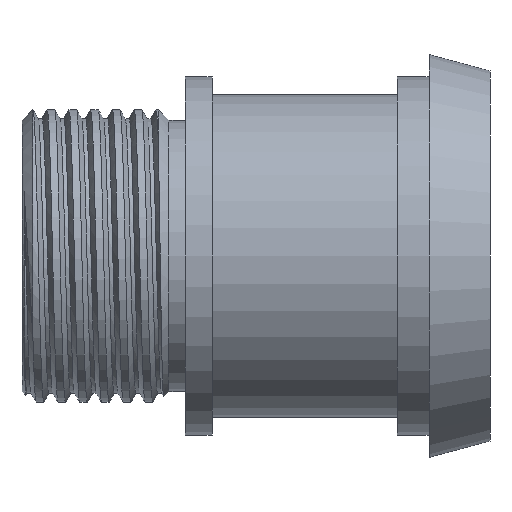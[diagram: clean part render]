
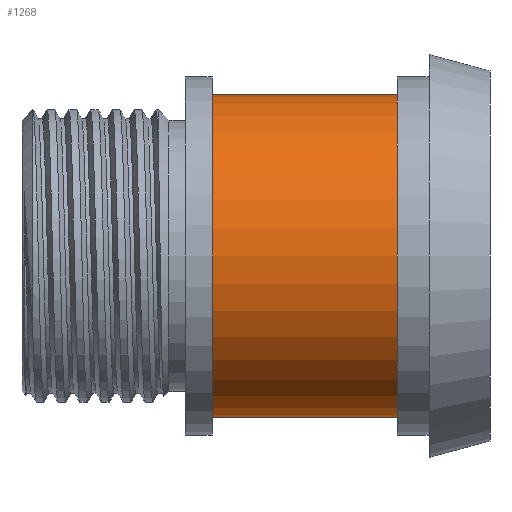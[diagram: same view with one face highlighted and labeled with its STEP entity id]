
A CAD part, front view. The second image highlights one B-rep face of the part: STEP entity #1268.
In plain terms, the highlighted cylindrical face has radius 14.85 mm (diameter 29.7 mm), a partial arc.
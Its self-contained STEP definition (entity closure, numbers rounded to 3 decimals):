
#7 = DIRECTION ( 'NONE',  ( 0., 0., 1. ) ) ;
#40 = CARTESIAN_POINT ( 'NONE',  ( -23.327, 0., 14.85 ) ) ;
#143 = EDGE_CURVE ( 'NONE', #471, #2330, #2693, .T. ) ;
#261 = DIRECTION ( 'NONE',  ( -1., 0., 0. ) ) ;
#393 = DIRECTION ( 'NONE',  ( -1., 0., 0. ) ) ;
#468 = AXIS2_PLACEMENT_3D ( 'NONE', #2200, #261, #7 ) ;
#471 = VERTEX_POINT ( 'NONE', #987 ) ;
#562 = EDGE_CURVE ( 'NONE', #2330, #2634, #2077, .T. ) ;
#600 = DIRECTION ( 'NONE',  ( 0., 0., 1. ) ) ;
#605 = CARTESIAN_POINT ( 'NONE',  ( -123.429, 0., 14.85 ) ) ;
#606 = AXIS2_PLACEMENT_3D ( 'NONE', #1890, #2552, #600 ) ;
#658 = CIRCLE ( 'NONE', #2249, 14.85 ) ;
#665 = ORIENTED_EDGE ( 'NONE', *, *, #2738, .F. ) ;
#697 = CARTESIAN_POINT ( 'NONE',  ( -23.327, 0., 0. ) ) ;
#763 = DIRECTION ( 'NONE',  ( -1., 0., 0. ) ) ;
#823 = CYLINDRICAL_SURFACE ( 'NONE', #606, 14.85 ) ;
#918 = VECTOR ( 'NONE', #1864, 1000. ) ;
#987 = CARTESIAN_POINT ( 'NONE',  ( -6.327, 0., -14.85 ) ) ;
#1024 = FACE_OUTER_BOUND ( 'NONE', #1401, .T. ) ;
#1063 = ORIENTED_EDGE ( 'NONE', *, *, #562, .T. ) ;
#1090 = VERTEX_POINT ( 'NONE', #2766 ) ;
#1268 = ADVANCED_FACE ( 'NONE', ( #1024 ), #823, .T. ) ;
#1287 = EDGE_CURVE ( 'NONE', #471, #1090, #1460, .T. ) ;
#1401 = EDGE_LOOP ( 'NONE', ( #2344, #2266, #1063, #665 ) ) ;
#1460 = LINE ( 'NONE', #1690, #2293 ) ;
#1690 = CARTESIAN_POINT ( 'NONE',  ( -123.429, 0., -14.85 ) ) ;
#1857 = CARTESIAN_POINT ( 'NONE',  ( -6.327, 0., 14.85 ) ) ;
#1864 = DIRECTION ( 'NONE',  ( -1., 0., 0. ) ) ;
#1890 = CARTESIAN_POINT ( 'NONE',  ( -123.429, 0., 0. ) ) ;
#2077 = LINE ( 'NONE', #605, #918 ) ;
#2200 = CARTESIAN_POINT ( 'NONE',  ( -6.327, 0., 0. ) ) ;
#2249 = AXIS2_PLACEMENT_3D ( 'NONE', #697, #763, #2424 ) ;
#2266 = ORIENTED_EDGE ( 'NONE', *, *, #143, .T. ) ;
#2293 = VECTOR ( 'NONE', #393, 1000. ) ;
#2330 = VERTEX_POINT ( 'NONE', #1857 ) ;
#2344 = ORIENTED_EDGE ( 'NONE', *, *, #1287, .F. ) ;
#2424 = DIRECTION ( 'NONE',  ( 0., 0., 1. ) ) ;
#2552 = DIRECTION ( 'NONE',  ( -1., 0., 0. ) ) ;
#2634 = VERTEX_POINT ( 'NONE', #40 ) ;
#2693 = CIRCLE ( 'NONE', #468, 14.85 ) ;
#2738 = EDGE_CURVE ( 'NONE', #1090, #2634, #658, .T. ) ;
#2766 = CARTESIAN_POINT ( 'NONE',  ( -23.327, 0., -14.85 ) ) ;
